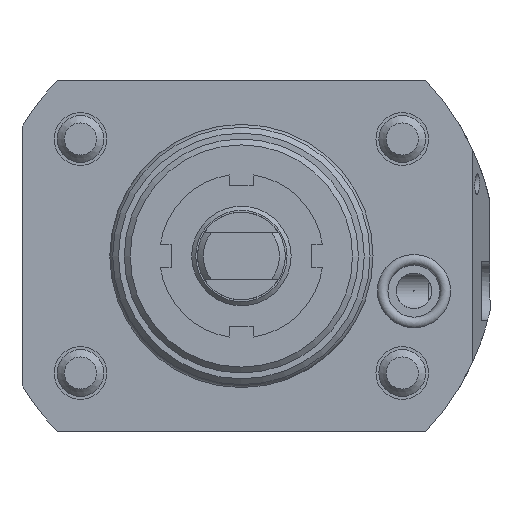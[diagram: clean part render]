
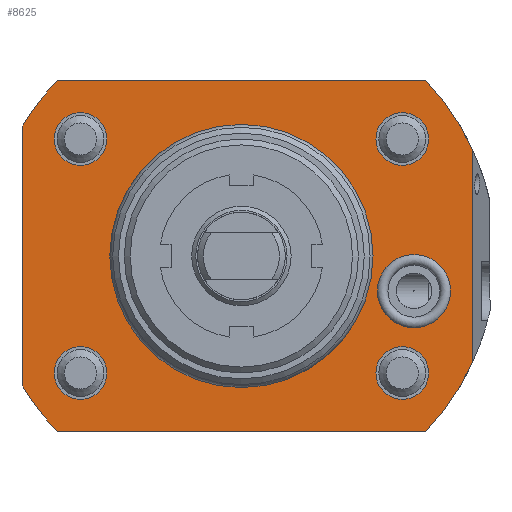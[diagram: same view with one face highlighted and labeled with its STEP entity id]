
A CAD part, left-side view. The second image highlights one B-rep face of the part: STEP entity #8625.
In plain terms, the highlighted planar face has unit normal (-1, 0, 0).
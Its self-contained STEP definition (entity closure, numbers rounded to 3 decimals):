
#49 = CIRCLE ( 'NONE', #5746, 4.5 ) ;
#122 = VERTEX_POINT ( 'NONE', #4764 ) ;
#150 = DIRECTION ( 'NONE',  ( 0., 1., 0. ) ) ;
#198 = FACE_BOUND ( 'NONE', #6710, .T. ) ;
#324 = CARTESIAN_POINT ( 'NONE',  ( 0., -31.5, 30. ) ) ;
#398 = VECTOR ( 'NONE', #6034, 1000. ) ;
#426 = VECTOR ( 'NONE', #1570, 1000. ) ;
#508 = VERTEX_POINT ( 'NONE', #324 ) ;
#608 = ORIENTED_EDGE ( 'NONE', *, *, #1815, .F. ) ;
#661 = AXIS2_PLACEMENT_3D ( 'NONE', #5257, #8229, #150 ) ;
#707 = CIRCLE ( 'NONE', #2383, 43.5 ) ;
#777 = FACE_BOUND ( 'NONE', #1075, .T. ) ;
#809 = CARTESIAN_POINT ( 'NONE',  ( 0., -23., -20. ) ) ;
#812 = VERTEX_POINT ( 'NONE', #4975 ) ;
#1054 = CARTESIAN_POINT ( 'NONE',  ( 0., -29.5, -6. ) ) ;
#1061 = EDGE_CURVE ( 'NONE', #122, #3958, #6130, .T. ) ;
#1075 = EDGE_LOOP ( 'NONE', ( #4304 ) ) ;
#1156 = CARTESIAN_POINT ( 'NONE',  ( 0., 0., -22. ) ) ;
#1183 = EDGE_CURVE ( 'NONE', #122, #812, #6373, .T. ) ;
#1258 = EDGE_CURVE ( 'NONE', #5606, #508, #3426, .T. ) ;
#1345 = CARTESIAN_POINT ( 'NONE',  ( 0., -27.5, -20. ) ) ;
#1408 = DIRECTION ( 'NONE',  ( 0., 1., 0. ) ) ;
#1499 = FACE_BOUND ( 'NONE', #2319, .T. ) ;
#1506 = DIRECTION ( 'NONE',  ( 1., 0., 0. ) ) ;
#1568 = AXIS2_PLACEMENT_3D ( 'NONE', #2133, #6476, #2085 ) ;
#1570 = DIRECTION ( 'NONE',  ( 0., 0., 1. ) ) ;
#1601 = CARTESIAN_POINT ( 'NONE',  ( 0., 31.5, -30. ) ) ;
#1647 = FACE_BOUND ( 'NONE', #3910, .T. ) ;
#1674 = AXIS2_PLACEMENT_3D ( 'NONE', #9351, #1781, #9160 ) ;
#1781 = DIRECTION ( 'NONE',  ( 1., 0., 0. ) ) ;
#1815 = EDGE_CURVE ( 'NONE', #5608, #5340, #6739, .T. ) ;
#1889 = VECTOR ( 'NONE', #7159, 1000. ) ;
#1905 = CIRCLE ( 'NONE', #5884, 4.5 ) ;
#1940 = DIRECTION ( 'NONE',  ( 0., -1., 0. ) ) ;
#2060 = CIRCLE ( 'NONE', #4974, 4.5 ) ;
#2085 = DIRECTION ( 'NONE',  ( 0., 0., -1. ) ) ;
#2133 = CARTESIAN_POINT ( 'NONE',  ( 0., 0., 0. ) ) ;
#2145 = DIRECTION ( 'NONE',  ( 1., 0., 0. ) ) ;
#2220 = EDGE_CURVE ( 'NONE', #6686, #6686, #7705, .T. ) ;
#2228 = FACE_BOUND ( 'NONE', #8855, .T. ) ;
#2299 = ORIENTED_EDGE ( 'NONE', *, *, #8461, .T. ) ;
#2319 = EDGE_LOOP ( 'NONE', ( #2847 ) ) ;
#2383 = AXIS2_PLACEMENT_3D ( 'NONE', #5349, #3051, #6722 ) ;
#2412 = CARTESIAN_POINT ( 'NONE',  ( 0., -31.5, -30. ) ) ;
#2607 = DIRECTION ( 'NONE',  ( 1., 0., 0. ) ) ;
#2723 = ORIENTED_EDGE ( 'NONE', *, *, #7139, .F. ) ;
#2847 = ORIENTED_EDGE ( 'NONE', *, *, #4011, .F. ) ;
#2956 = CARTESIAN_POINT ( 'NONE',  ( 0., 37.5, 22.045 ) ) ;
#3051 = DIRECTION ( 'NONE',  ( 1., 0., 0. ) ) ;
#3135 = VERTEX_POINT ( 'NONE', #5146 ) ;
#3195 = DIRECTION ( 'NONE',  ( 0., 1., 0. ) ) ;
#3291 = AXIS2_PLACEMENT_3D ( 'NONE', #4581, #5348, #8321 ) ;
#3426 = LINE ( 'NONE', #8554, #7486 ) ;
#3524 = EDGE_LOOP ( 'NONE', ( #9090, #9076, #2723, #4257, #7831, #608, #8423, #4419 ) ) ;
#3597 = CIRCLE ( 'NONE', #661, 43.5 ) ;
#3761 = FACE_BOUND ( 'NONE', #4988, .T. ) ;
#3904 = FACE_OUTER_BOUND ( 'NONE', #3524, .T. ) ;
#3910 = EDGE_LOOP ( 'NONE', ( #2299 ) ) ;
#3958 = VERTEX_POINT ( 'NONE', #5692 ) ;
#3983 = DIRECTION ( 'NONE',  ( 0., 1., 0. ) ) ;
#4011 = EDGE_CURVE ( 'NONE', #5412, #5412, #7895, .T. ) ;
#4257 = ORIENTED_EDGE ( 'NONE', *, *, #1258, .F. ) ;
#4301 = LINE ( 'NONE', #2412, #398 ) ;
#4304 = ORIENTED_EDGE ( 'NONE', *, *, #8995, .T. ) ;
#4354 = EDGE_CURVE ( 'NONE', #7558, #7558, #8516, .T. ) ;
#4419 = ORIENTED_EDGE ( 'NONE', *, *, #6537, .F. ) ;
#4581 = CARTESIAN_POINT ( 'NONE',  ( 0., 0., 0. ) ) ;
#4620 = DIRECTION ( 'NONE',  ( 1., 0., 0. ) ) ;
#4764 = CARTESIAN_POINT ( 'NONE',  ( 0., -39.5, -18.221 ) ) ;
#4931 = CARTESIAN_POINT ( 'NONE',  ( 0., -27.5, 20. ) ) ;
#4974 = AXIS2_PLACEMENT_3D ( 'NONE', #1345, #7787, #6474 ) ;
#4975 = CARTESIAN_POINT ( 'NONE',  ( 0., -39.5, 18.221 ) ) ;
#4988 = EDGE_LOOP ( 'NONE', ( #7146 ) ) ;
#5007 = CARTESIAN_POINT ( 'NONE',  ( 0., 37.5, -22.045 ) ) ;
#5061 = ORIENTED_EDGE ( 'NONE', *, *, #4354, .T. ) ;
#5096 = AXIS2_PLACEMENT_3D ( 'NONE', #1054, #2607, #5541 ) ;
#5144 = CARTESIAN_POINT ( 'NONE',  ( 0., 31.5, 30. ) ) ;
#5146 = CARTESIAN_POINT ( 'NONE',  ( 0., -23., 20. ) ) ;
#5257 = CARTESIAN_POINT ( 'NONE',  ( 0., 0., 0. ) ) ;
#5340 = VERTEX_POINT ( 'NONE', #2956 ) ;
#5348 = DIRECTION ( 'NONE',  ( 1., 0., 0. ) ) ;
#5349 = CARTESIAN_POINT ( 'NONE',  ( 0., 0., 0. ) ) ;
#5412 = VERTEX_POINT ( 'NONE', #1156 ) ;
#5420 = EDGE_CURVE ( 'NONE', #5340, #5606, #707, .T. ) ;
#5449 = DIRECTION ( 'NONE',  ( 1., 0., 0. ) ) ;
#5541 = DIRECTION ( 'NONE',  ( 0., 1., 0. ) ) ;
#5606 = VERTEX_POINT ( 'NONE', #5144 ) ;
#5608 = VERTEX_POINT ( 'NONE', #5007 ) ;
#5663 = AXIS2_PLACEMENT_3D ( 'NONE', #6180, #5449, #3195 ) ;
#5692 = CARTESIAN_POINT ( 'NONE',  ( 0., -31.5, -30. ) ) ;
#5746 = AXIS2_PLACEMENT_3D ( 'NONE', #9203, #4620, #3983 ) ;
#5884 = AXIS2_PLACEMENT_3D ( 'NONE', #4931, #2145, #1408 ) ;
#5943 = CARTESIAN_POINT ( 'NONE',  ( 0., 32., -20. ) ) ;
#6034 = DIRECTION ( 'NONE',  ( 0., 1., 0. ) ) ;
#6086 = CARTESIAN_POINT ( 'NONE',  ( 0., 27.5, -20. ) ) ;
#6130 = CIRCLE ( 'NONE', #5663, 43.5 ) ;
#6180 = CARTESIAN_POINT ( 'NONE',  ( 0., 0., 0. ) ) ;
#6373 = LINE ( 'NONE', #7829, #1889 ) ;
#6474 = DIRECTION ( 'NONE',  ( 0., 1., 0. ) ) ;
#6476 = DIRECTION ( 'NONE',  ( -1., 0., 0. ) ) ;
#6537 = EDGE_CURVE ( 'NONE', #3958, #6543, #4301, .T. ) ;
#6543 = VERTEX_POINT ( 'NONE', #1601 ) ;
#6686 = VERTEX_POINT ( 'NONE', #5943 ) ;
#6710 = EDGE_LOOP ( 'NONE', ( #5061 ) ) ;
#6722 = DIRECTION ( 'NONE',  ( 0., 1., 0. ) ) ;
#6739 = LINE ( 'NONE', #6833, #426 ) ;
#6758 = VERTEX_POINT ( 'NONE', #8974 ) ;
#6827 = CARTESIAN_POINT ( 'NONE',  ( 0., -23.25, -6. ) ) ;
#6833 = CARTESIAN_POINT ( 'NONE',  ( 0., 37.5, -22.045 ) ) ;
#7139 = EDGE_CURVE ( 'NONE', #508, #812, #8927, .T. ) ;
#7146 = ORIENTED_EDGE ( 'NONE', *, *, #2220, .T. ) ;
#7159 = DIRECTION ( 'NONE',  ( 0., 0., 1. ) ) ;
#7239 = AXIS2_PLACEMENT_3D ( 'NONE', #6086, #1506, #8235 ) ;
#7437 = VERTEX_POINT ( 'NONE', #809 ) ;
#7486 = VECTOR ( 'NONE', #1940, 1000. ) ;
#7558 = VERTEX_POINT ( 'NONE', #6827 ) ;
#7705 = CIRCLE ( 'NONE', #7239, 4.5 ) ;
#7787 = DIRECTION ( 'NONE',  ( 1., 0., 0. ) ) ;
#7829 = CARTESIAN_POINT ( 'NONE',  ( 0., -39.5, 0. ) ) ;
#7831 = ORIENTED_EDGE ( 'NONE', *, *, #5420, .F. ) ;
#7895 = CIRCLE ( 'NONE', #1568, 22. ) ;
#8039 = EDGE_CURVE ( 'NONE', #3135, #3135, #1905, .T. ) ;
#8188 = ORIENTED_EDGE ( 'NONE', *, *, #8039, .T. ) ;
#8229 = DIRECTION ( 'NONE',  ( 1., 0., 0. ) ) ;
#8235 = DIRECTION ( 'NONE',  ( 0., 1., 0. ) ) ;
#8321 = DIRECTION ( 'NONE',  ( 0., 1., 0. ) ) ;
#8423 = ORIENTED_EDGE ( 'NONE', *, *, #8573, .F. ) ;
#8461 = EDGE_CURVE ( 'NONE', #7437, #7437, #2060, .T. ) ;
#8516 = CIRCLE ( 'NONE', #5096, 6.25 ) ;
#8554 = CARTESIAN_POINT ( 'NONE',  ( 0., 31.5, 30. ) ) ;
#8573 = EDGE_CURVE ( 'NONE', #6543, #5608, #3597, .T. ) ;
#8625 = ADVANCED_FACE ( 'NONE', ( #2228, #1647, #3761, #777, #198, #1499, #3904 ), #9031, .F. ) ;
#8855 = EDGE_LOOP ( 'NONE', ( #8188 ) ) ;
#8927 = CIRCLE ( 'NONE', #1674, 43.5 ) ;
#8974 = CARTESIAN_POINT ( 'NONE',  ( 0., 32., 20. ) ) ;
#8995 = EDGE_CURVE ( 'NONE', #6758, #6758, #49, .T. ) ;
#9031 = PLANE ( 'NONE',  #3291 ) ;
#9076 = ORIENTED_EDGE ( 'NONE', *, *, #1183, .T. ) ;
#9090 = ORIENTED_EDGE ( 'NONE', *, *, #1061, .F. ) ;
#9160 = DIRECTION ( 'NONE',  ( 0., 1., 0. ) ) ;
#9203 = CARTESIAN_POINT ( 'NONE',  ( 0., 27.5, 20. ) ) ;
#9351 = CARTESIAN_POINT ( 'NONE',  ( 0., 0., 0. ) ) ;
